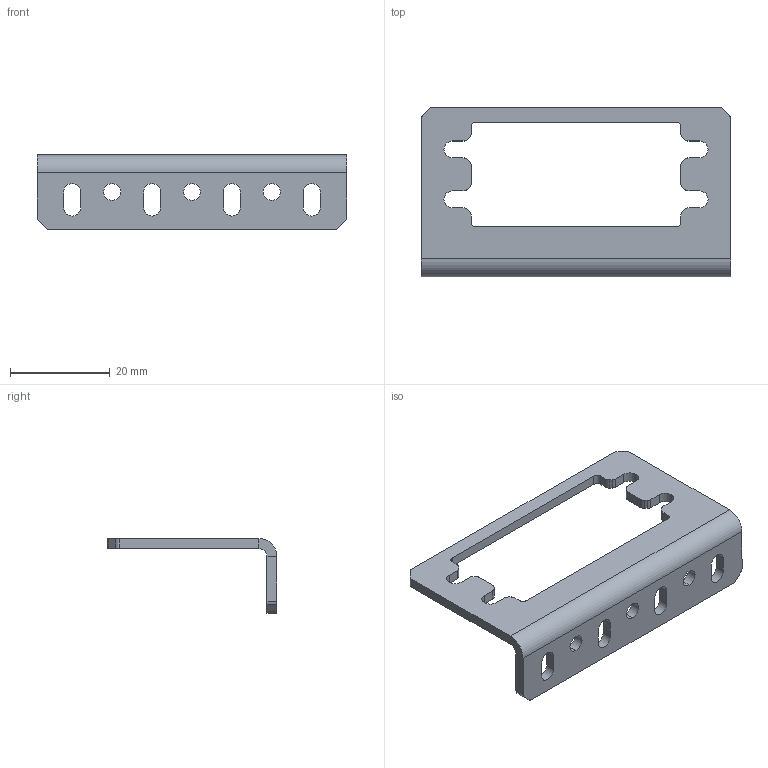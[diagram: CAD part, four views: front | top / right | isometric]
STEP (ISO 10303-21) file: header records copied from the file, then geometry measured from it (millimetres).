
FILE_DESCRIPTION (( 'STEP AP203' ), '1' );
FILE_NAME ('REV-41-1485.STEP', '2017-12-14T17:03:46', ( '' ), ( '' ), 'SwSTEP 2.0', 'SolidWorks 2017', '' );
FILE_SCHEMA (( 'CONFIG_CONTROL_DESIGN' ));
Length unit declared in the file: millimetre
Products named in the file (1): REV-41-1485
Bounding box: 62 x 34 x 15 mm (x, y, z)
Volume: 3553 mm3; surface area: 4487.1 mm2
Topology: 1 solids, 1 shells, 98 faces, 280 edges, 184 vertices
Faces by surface type: cylinder 50, plane 48
Entity records: 3329 total; most frequent: DIRECTION 578, CARTESIAN_POINT 563, ORIENTED_EDGE 560, EDGE_CURVE 280, AXIS2_PLACEMENT_3D 199, VERTEX_POINT 184, VECTOR 180, LINE 180
